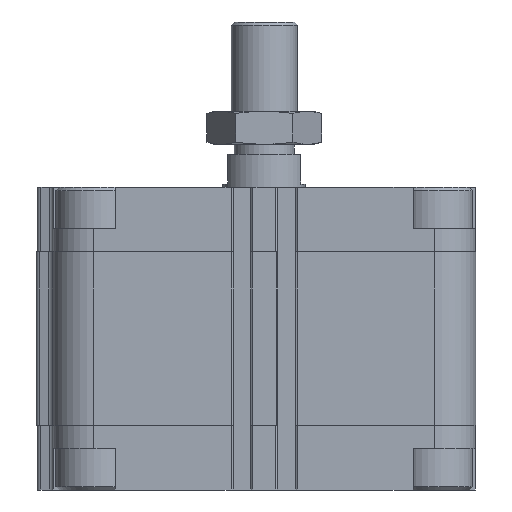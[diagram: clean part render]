
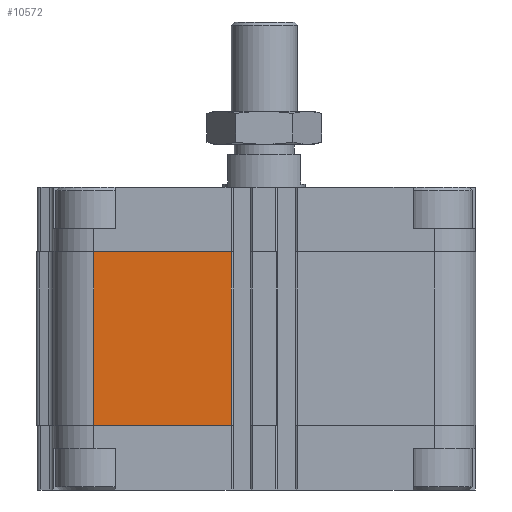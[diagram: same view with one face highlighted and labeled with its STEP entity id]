
A CAD part, left-side view. The second image highlights one B-rep face of the part: STEP entity #10572.
In plain terms, the highlighted face is planar.
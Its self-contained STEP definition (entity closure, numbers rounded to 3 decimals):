
#1956=ORIENTED_EDGE('',*,*,#4760,.F.);
#1957=ORIENTED_EDGE('',*,*,#4759,.F.);
#1958=ORIENTED_EDGE('',*,*,#4761,.T.);
#1959=ORIENTED_EDGE('',*,*,#4762,.T.);
#4759=EDGE_CURVE('',#6164,#6163,#7093,.T.);
#4760=EDGE_CURVE('',#6163,#6165,#7094,.T.);
#4761=EDGE_CURVE('',#6164,#6166,#7095,.T.);
#4762=EDGE_CURVE('',#6166,#6165,#7096,.T.);
#6163=VERTEX_POINT('',#16956);
#6164=VERTEX_POINT('',#16958);
#6165=VERTEX_POINT('',#16962);
#6166=VERTEX_POINT('',#16964);
#7093=LINE('',#16959,#8063);
#7094=LINE('',#16961,#8064);
#7095=LINE('',#16963,#8065);
#7096=LINE('',#16965,#8066);
#8063=VECTOR('',#13311,1000.);
#8064=VECTOR('',#13314,1000.);
#8065=VECTOR('',#13315,1000.);
#8066=VECTOR('',#13316,1000.);
#8687=EDGE_LOOP('',(#1956,#1957,#1958,#1959));
#9431=FACE_BOUND('',#8687,.T.);
#10101=PLANE('',#11436);
#10572=ADVANCED_FACE('',(#9431),#10101,.T.);
#11436=AXIS2_PLACEMENT_3D('',#16960,#13312,#13313);
#13311=DIRECTION('',(0.,0.,1.));
#13312=DIRECTION('',(1.,0.,0.));
#13313=DIRECTION('',(0.,0.,-1.));
#13314=DIRECTION('',(0.,1.,0.));
#13315=DIRECTION('',(0.,1.,0.));
#13316=DIRECTION('',(0.,0.,1.));
#16956=CARTESIAN_POINT('',(64.,-51.5,-19.5));
#16958=CARTESIAN_POINT('',(64.,-51.5,-72.));
#16959=CARTESIAN_POINT('',(64.,-51.5,-72.));
#16960=CARTESIAN_POINT('',(64.,-51.5,-72.));
#16961=CARTESIAN_POINT('',(64.,-51.5,-19.5));
#16962=CARTESIAN_POINT('',(64.,-9.95,-19.5));
#16963=CARTESIAN_POINT('',(64.,-51.5,-72.));
#16964=CARTESIAN_POINT('',(64.,-9.95,-72.));
#16965=CARTESIAN_POINT('',(64.,-9.95,-72.));
